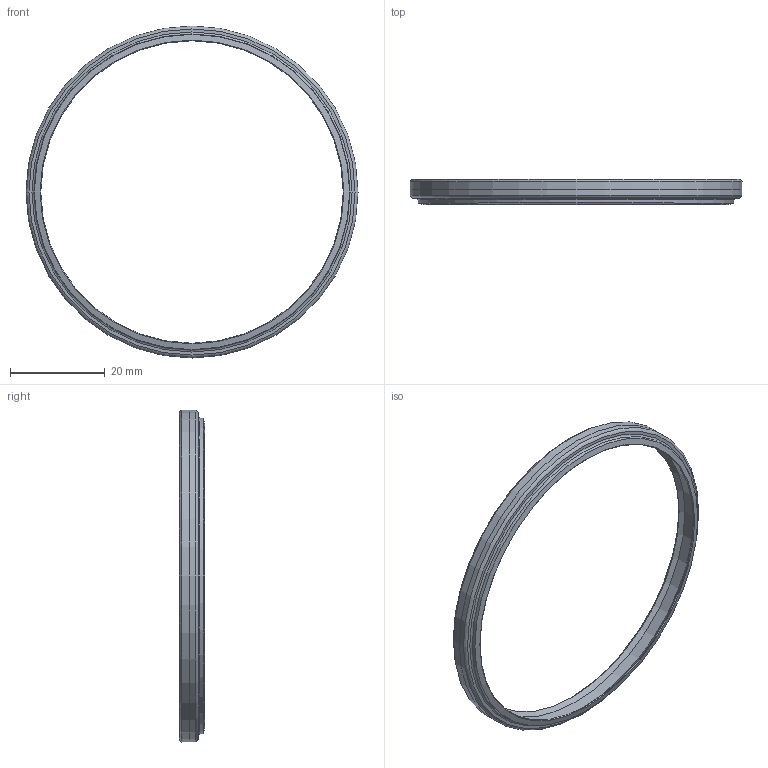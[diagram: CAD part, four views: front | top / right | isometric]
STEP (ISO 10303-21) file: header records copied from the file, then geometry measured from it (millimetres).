
FILE_DESCRIPTION(/* description */ (''),/* implementation_level */ '2;1');
FILE_NAME(/* name */ '1st wiper seal v5.step',/* time_stamp */ '2023-12-15T18:01:36+05:30',/* author */ (''),/* organization */ (''),/* preprocessor_version */ 'ST-DEVELOPER v20',/* originating_system */ 'Autodesk Translation Framework v12.14.0.127',/* authorisation */ '');
FILE_SCHEMA (('AUTOMOTIVE_DESIGN { 1 0 10303 214 3 1 1 }'));
Length unit declared in the file: millimetre
Products named in the file (2): 1st wiper seal; Component2
Assembly tree (1 placements, depth 2):
  1st wiper seal
    Component2
Bounding box: 70 x 5.29 x 70 mm (x, y, z)
Volume: 2028 mm3; surface area: 3703.2 mm2
Topology: 1 solids, 1 shells, 18 faces, 43 edges, 26 vertices
Faces by surface type: cone 12, torus 4, plane 1, cylinder 1
Full cylindrical faces by diameter (mm): 69.984 x1
Entity records: 597 total; most frequent: DIRECTION 115, CARTESIAN_POINT 90, ORIENTED_EDGE 86, AXIS2_PLACEMENT_3D 51, EDGE_CURVE 43, CIRCLE 30, VERTEX_POINT 26, EDGE_LOOP 19
